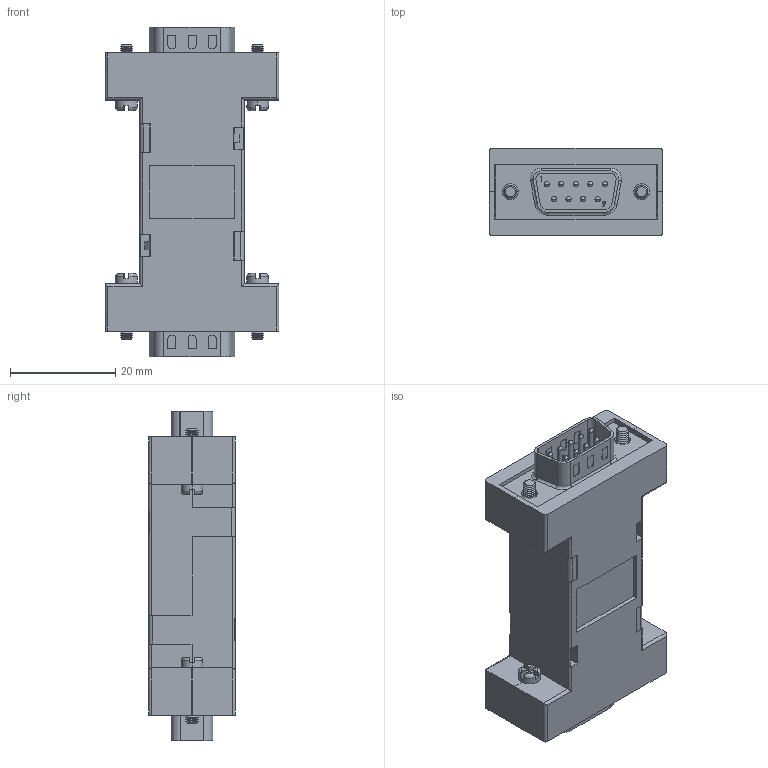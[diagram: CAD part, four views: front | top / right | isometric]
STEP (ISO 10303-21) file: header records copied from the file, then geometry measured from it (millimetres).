
FILE_DESCRIPTION (( 'STEP AP214' ), '1' );
FILE_NAME ('DIY9MM_3D.STEP', '2021-02-03T23:37:32', ( '' ), ( '' ), 'SwSTEP 2.0', 'SolidWorks 2018', '' );
FILE_SCHEMA (( 'AUTOMOTIVE_DESIGN' ));
Length unit declared in the file: inch
Products named in the file (4): DIY9MM_3D; DIY9MM-MA1 WINS; SD9P; DIY9MM-MA2 WINS
Assembly tree (8 placements, depth 2):
  DIY9MM_3D
    SD9P  x2
    DIY9MM-MA1 WINS  x2
    DIY9MM-MA2 WINS  x4
Bounding box: 33 x 16.5 x 62.77 mm (x, y, z)
Volume: 10392.4 mm3; surface area: 15465.2 mm2
Topology: 8 solids, 8 shells, 1330 faces, 3322 edges, 2052 vertices
Faces by surface type: plane 684, cylinder 312, cone 184, torus 64, bspline 50, sphere 36
Entity records: 20277 total; most frequent: CARTESIAN_POINT 4246, DIRECTION 2856, ORIENTED_EDGE 2814, EDGE_CURVE 1407, VECTOR 960, LINE 960, AXIS2_PLACEMENT_3D 948, VERTEX_POINT 886
